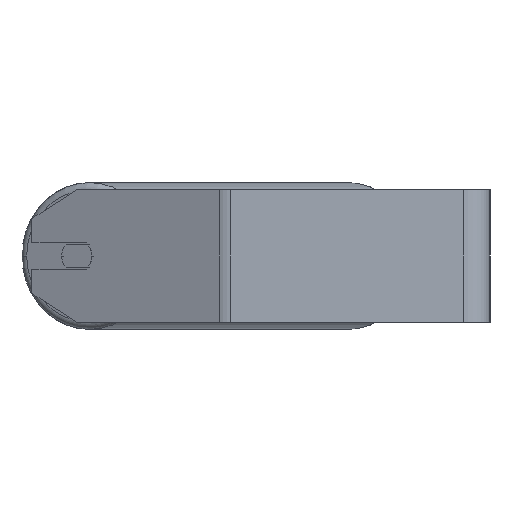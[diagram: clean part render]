
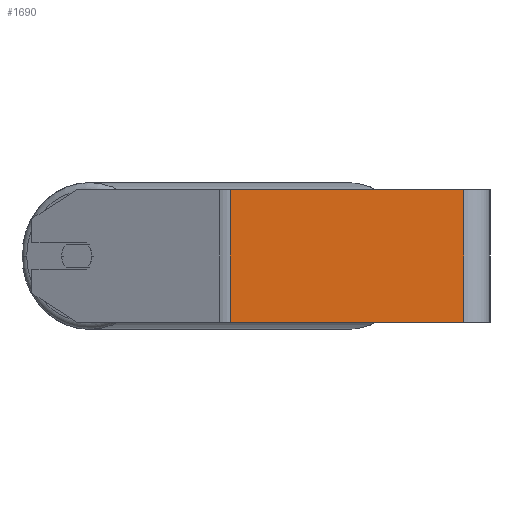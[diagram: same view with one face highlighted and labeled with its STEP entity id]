
A CAD part, left-side view. The second image highlights one B-rep face of the part: STEP entity #1690.
In plain terms, the highlighted planar face has unit normal (-1, 0, 0).
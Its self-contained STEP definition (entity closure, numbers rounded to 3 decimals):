
#41 = ORIENTED_EDGE ( 'NONE', *, *, #4344, .F. ) ;
#461 = EDGE_LOOP ( 'NONE', ( #6719, #4529, #41, #4321 ) ) ;
#561 = EDGE_CURVE ( 'NONE', #6325, #1773, #1306, .T. ) ;
#669 = CARTESIAN_POINT ( 'NONE',  ( -420., 160.831, -40. ) ) ;
#858 = LINE ( 'NONE', #4787, #6285 ) ;
#1306 = LINE ( 'NONE', #1347, #4385 ) ;
#1347 = CARTESIAN_POINT ( 'NONE',  ( -420., 157.284, 40. ) ) ;
#1382 = CARTESIAN_POINT ( 'NONE',  ( -420., 157.284, -40. ) ) ;
#1690 = ADVANCED_FACE ( 'NONE', ( #5874 ), #2825, .F. ) ;
#1726 = LINE ( 'NONE', #5611, #1935 ) ;
#1773 = VERTEX_POINT ( 'NONE', #1382 ) ;
#1904 = DIRECTION ( 'NONE',  ( 1., 0., 0. ) ) ;
#1935 = VECTOR ( 'NONE', #6278, 1000. ) ;
#2228 = EDGE_CURVE ( 'NONE', #3588, #6452, #858, .T. ) ;
#2825 = PLANE ( 'NONE',  #6160 ) ;
#2880 = VECTOR ( 'NONE', #5694, 1000. ) ;
#3588 = VERTEX_POINT ( 'NONE', #3871 ) ;
#3871 = CARTESIAN_POINT ( 'NONE',  ( -420., 16., 40. ) ) ;
#4073 = CARTESIAN_POINT ( 'NONE',  ( -420., 157.284, 40. ) ) ;
#4292 = CARTESIAN_POINT ( 'NONE',  ( -420., 16., -40. ) ) ;
#4321 = ORIENTED_EDGE ( 'NONE', *, *, #561, .T. ) ;
#4344 = EDGE_CURVE ( 'NONE', #6325, #3588, #1726, .T. ) ;
#4385 = VECTOR ( 'NONE', #5719, 1000. ) ;
#4529 = ORIENTED_EDGE ( 'NONE', *, *, #2228, .F. ) ;
#4787 = CARTESIAN_POINT ( 'NONE',  ( -420., 16., 40. ) ) ;
#5177 = EDGE_CURVE ( 'NONE', #1773, #6452, #6390, .T. ) ;
#5332 = DIRECTION ( 'NONE',  ( 0., 0., -1. ) ) ;
#5611 = CARTESIAN_POINT ( 'NONE',  ( -420., 160.831, 40. ) ) ;
#5694 = DIRECTION ( 'NONE',  ( 0., -1., 0. ) ) ;
#5719 = DIRECTION ( 'NONE',  ( 0., 0., -1. ) ) ;
#5874 = FACE_OUTER_BOUND ( 'NONE', #461, .T. ) ;
#6160 = AXIS2_PLACEMENT_3D ( 'NONE', #6787, #1904, #6416 ) ;
#6278 = DIRECTION ( 'NONE',  ( 0., -1., 0. ) ) ;
#6285 = VECTOR ( 'NONE', #5332, 1000. ) ;
#6325 = VERTEX_POINT ( 'NONE', #4073 ) ;
#6390 = LINE ( 'NONE', #669, #2880 ) ;
#6416 = DIRECTION ( 'NONE',  ( 0., 0., -1. ) ) ;
#6452 = VERTEX_POINT ( 'NONE', #4292 ) ;
#6719 = ORIENTED_EDGE ( 'NONE', *, *, #5177, .T. ) ;
#6787 = CARTESIAN_POINT ( 'NONE',  ( -420., 160.831, 40. ) ) ;
